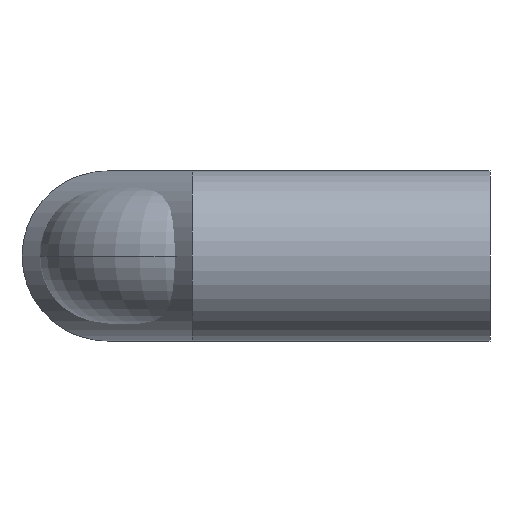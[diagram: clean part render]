
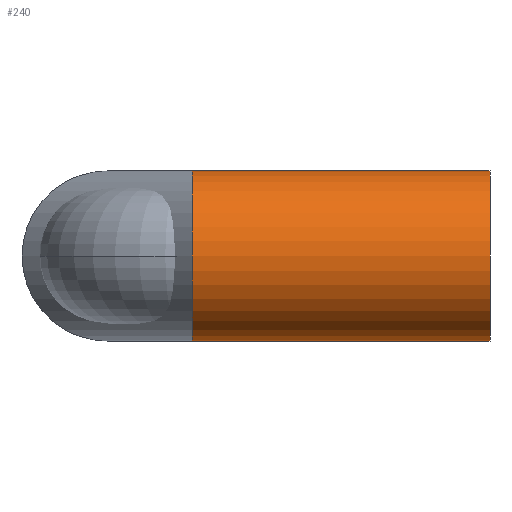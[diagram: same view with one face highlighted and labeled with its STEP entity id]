
A CAD part, left-side view. The second image highlights one B-rep face of the part: STEP entity #240.
In plain terms, the highlighted cylindrical face has radius 16 mm (diameter 32 mm), a partial arc.
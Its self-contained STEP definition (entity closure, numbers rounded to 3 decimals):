
#3 = DIRECTION ( 'NONE',  ( 0., 1., 0. ) ) ;
#9 = ORIENTED_EDGE ( 'NONE', *, *, #127, .T. ) ;
#30 = AXIS2_PLACEMENT_3D ( 'NONE', #297, #440, #109 ) ;
#36 = FACE_OUTER_BOUND ( 'NONE', #122, .T. ) ;
#37 = EDGE_CURVE ( 'NONE', #130, #284, #372, .T. ) ;
#77 = CARTESIAN_POINT ( 'NONE',  ( 0., 0., 16. ) ) ;
#100 = DIRECTION ( 'NONE',  ( 0., 0., 1. ) ) ;
#109 = DIRECTION ( 'NONE',  ( 0., 0., 1. ) ) ;
#122 = EDGE_LOOP ( 'NONE', ( #199, #9, #162, #460 ) ) ;
#123 = CARTESIAN_POINT ( 'NONE',  ( 0., 0., 16. ) ) ;
#127 = EDGE_CURVE ( 'NONE', #247, #388, #245, .T. ) ;
#130 = VERTEX_POINT ( 'NONE', #259 ) ;
#153 = DIRECTION ( 'NONE',  ( 0., 0., 1. ) ) ;
#162 = ORIENTED_EDGE ( 'NONE', *, *, #232, .T. ) ;
#188 = CYLINDRICAL_SURFACE ( 'NONE', #303, 16. ) ;
#193 = LINE ( 'NONE', #339, #396 ) ;
#199 = ORIENTED_EDGE ( 'NONE', *, *, #338, .F. ) ;
#228 = DIRECTION ( 'NONE',  ( 0., 1., 0. ) ) ;
#232 = EDGE_CURVE ( 'NONE', #388, #284, #406, .T. ) ;
#240 = ADVANCED_FACE ( 'NONE', ( #36 ), #188, .T. ) ;
#245 = CIRCLE ( 'NONE', #30, 16. ) ;
#247 = VERTEX_POINT ( 'NONE', #304 ) ;
#259 = CARTESIAN_POINT ( 'NONE',  ( 0., 56., -16. ) ) ;
#268 = CARTESIAN_POINT ( 'NONE',  ( 0., 56., 16. ) ) ;
#284 = VERTEX_POINT ( 'NONE', #268 ) ;
#288 = CARTESIAN_POINT ( 'NONE',  ( 0., 56., 0. ) ) ;
#297 = CARTESIAN_POINT ( 'NONE',  ( 0., 0., 0. ) ) ;
#303 = AXIS2_PLACEMENT_3D ( 'NONE', #335, #487, #153 ) ;
#304 = CARTESIAN_POINT ( 'NONE',  ( 0., 0., -16. ) ) ;
#335 = CARTESIAN_POINT ( 'NONE',  ( 0., 0., 0. ) ) ;
#338 = EDGE_CURVE ( 'NONE', #247, #130, #193, .T. ) ;
#339 = CARTESIAN_POINT ( 'NONE',  ( 0., 0., -16. ) ) ;
#372 = CIRCLE ( 'NONE', #438, 16. ) ;
#388 = VERTEX_POINT ( 'NONE', #123 ) ;
#396 = VECTOR ( 'NONE', #3, 1000. ) ;
#406 = LINE ( 'NONE', #77, #445 ) ;
#430 = DIRECTION ( 'NONE',  ( 0., 1., 0. ) ) ;
#438 = AXIS2_PLACEMENT_3D ( 'NONE', #288, #430, #100 ) ;
#440 = DIRECTION ( 'NONE',  ( 0., 1., 0. ) ) ;
#445 = VECTOR ( 'NONE', #228, 1000. ) ;
#460 = ORIENTED_EDGE ( 'NONE', *, *, #37, .F. ) ;
#487 = DIRECTION ( 'NONE',  ( 0., 1., 0. ) ) ;
